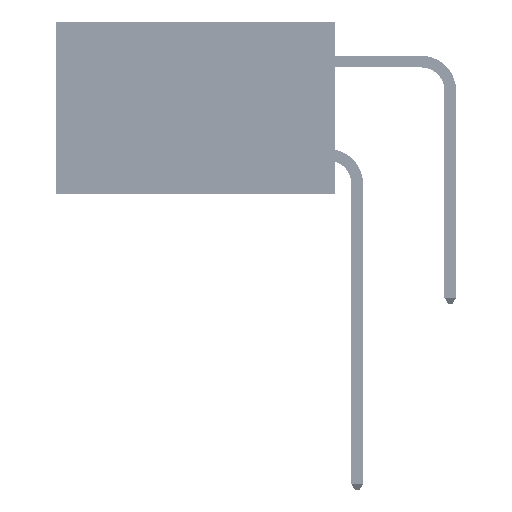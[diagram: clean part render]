
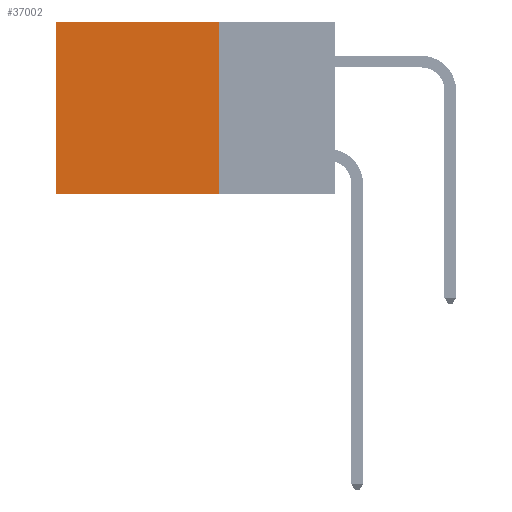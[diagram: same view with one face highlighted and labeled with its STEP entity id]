
A CAD part, left-side view. The second image highlights one B-rep face of the part: STEP entity #37002.
In plain terms, the highlighted planar face has unit normal (-1, 0, 0).
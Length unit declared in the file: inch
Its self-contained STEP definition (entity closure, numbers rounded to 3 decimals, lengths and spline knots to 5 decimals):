
#420 = CARTESIAN_POINT ( 'NONE',  ( 0.2875, 0.6, 0. ) ) ;
#628 = VERTEX_POINT ( 'NONE', #32045 ) ;
#2773 = VECTOR ( 'NONE', #5279, 39.37008 ) ;
#3915 = LINE ( 'NONE', #12661, #2773 ) ;
#4953 = CARTESIAN_POINT ( 'NONE',  ( 0.2875, 0.25, 0. ) ) ;
#5279 = DIRECTION ( 'NONE',  ( 0., 1., 0. ) ) ;
#6871 = VERTEX_POINT ( 'NONE', #46368 ) ;
#7504 = VERTEX_POINT ( 'NONE', #21220 ) ;
#8644 = DIRECTION ( 'NONE',  ( 0., 0., -1. ) ) ;
#9762 = VECTOR ( 'NONE', #31094, 39.37008 ) ;
#10905 = LINE ( 'NONE', #38286, #9762 ) ;
#11440 = EDGE_LOOP ( 'NONE', ( #39523, #15224, #14616, #18787 ) ) ;
#12273 = CARTESIAN_POINT ( 'NONE',  ( 0.2875, 0.6, 0. ) ) ;
#12661 = CARTESIAN_POINT ( 'NONE',  ( 0.2875, 0.25, -0.37 ) ) ;
#14264 = LINE ( 'NONE', #21529, #32335 ) ;
#14616 = ORIENTED_EDGE ( 'NONE', *, *, #22671, .F. ) ;
#15224 = ORIENTED_EDGE ( 'NONE', *, *, #37100, .F. ) ;
#15970 = DIRECTION ( 'NONE',  ( 0., 0., -1. ) ) ;
#18787 = ORIENTED_EDGE ( 'NONE', *, *, #23067, .T. ) ;
#20309 = EDGE_CURVE ( 'NONE', #27048, #6871, #20680, .T. ) ;
#20680 = LINE ( 'NONE', #12273, #38647 ) ;
#21220 = CARTESIAN_POINT ( 'NONE',  ( 0.2875, 0.25, -0.37 ) ) ;
#21529 = CARTESIAN_POINT ( 'NONE',  ( 0.2875, 0.25, 0. ) ) ;
#22671 = EDGE_CURVE ( 'NONE', #628, #7504, #14264, .T. ) ;
#22838 = AXIS2_PLACEMENT_3D ( 'NONE', #4953, #30392, #8644 ) ;
#23067 = EDGE_CURVE ( 'NONE', #628, #27048, #10905, .T. ) ;
#23166 = PLANE ( 'NONE',  #22838 ) ;
#27048 = VERTEX_POINT ( 'NONE', #420 ) ;
#30392 = DIRECTION ( 'NONE',  ( 1., 0., 0. ) ) ;
#31094 = DIRECTION ( 'NONE',  ( 0., 1., 0. ) ) ;
#32045 = CARTESIAN_POINT ( 'NONE',  ( 0.2875, 0.25, 0. ) ) ;
#32335 = VECTOR ( 'NONE', #43000, 39.37008 ) ;
#35107 = FACE_OUTER_BOUND ( 'NONE', #11440, .T. ) ;
#37002 = ADVANCED_FACE ( 'NONE', ( #35107 ), #23166, .F. ) ;
#37100 = EDGE_CURVE ( 'NONE', #7504, #6871, #3915, .T. ) ;
#38286 = CARTESIAN_POINT ( 'NONE',  ( 0.2875, 0.25, 0. ) ) ;
#38647 = VECTOR ( 'NONE', #15970, 39.37008 ) ;
#39523 = ORIENTED_EDGE ( 'NONE', *, *, #20309, .T. ) ;
#43000 = DIRECTION ( 'NONE',  ( 0., 0., -1. ) ) ;
#46368 = CARTESIAN_POINT ( 'NONE',  ( 0.2875, 0.6, -0.37 ) ) ;
